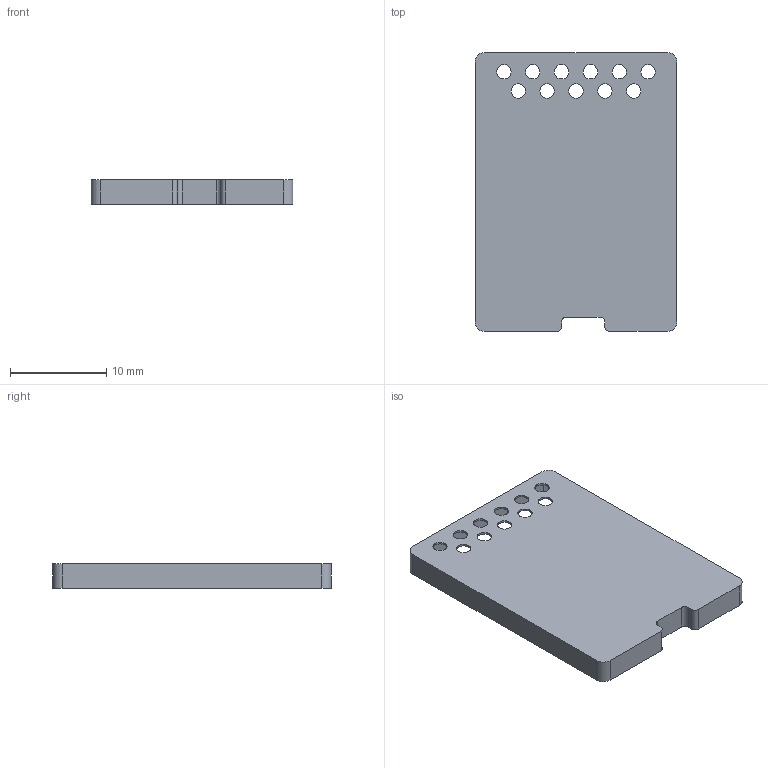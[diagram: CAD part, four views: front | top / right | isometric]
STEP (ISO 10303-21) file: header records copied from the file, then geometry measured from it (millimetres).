
FILE_DESCRIPTION(/* description */ (''),/* implementation_level */ '2;1');
FILE_NAME(/* name */ 'CCM Can Shield v4.step',/* time_stamp */ '2023-04-05T10:53:58-07:00',/* author */ (''),/* organization */ (''),/* preprocessor_version */ 'ST-DEVELOPER v19.2',/* originating_system */ 'Autodesk Translation Framework v11.17.0.187',/* authorisation */ '');
FILE_SCHEMA (('AUTOMOTIVE_DESIGN { 1 0 10303 214 3 1 1 }'));
Length unit declared in the file: millimetre
Products named in the file (2): CCM Can Shield; Can
Assembly tree (1 placements, depth 2):
  CCM Can Shield
    Can
Bounding box: 21 x 29 x 2.5 mm (x, y, z)
Volume: 162.3 mm3; surface area: 1653.4 mm2
Topology: 1 solids, 1 shells, 46 faces, 129 edges, 86 vertices
Faces by surface type: cylinder 27, plane 19
Full cylindrical faces by diameter (mm): 1.5 x11
Entity records: 1618 total; most frequent: DIRECTION 281, CARTESIAN_POINT 264, ORIENTED_EDGE 258, EDGE_CURVE 129, AXIS2_PLACEMENT_3D 103, VERTEX_POINT 86, LINE 75, VECTOR 75
